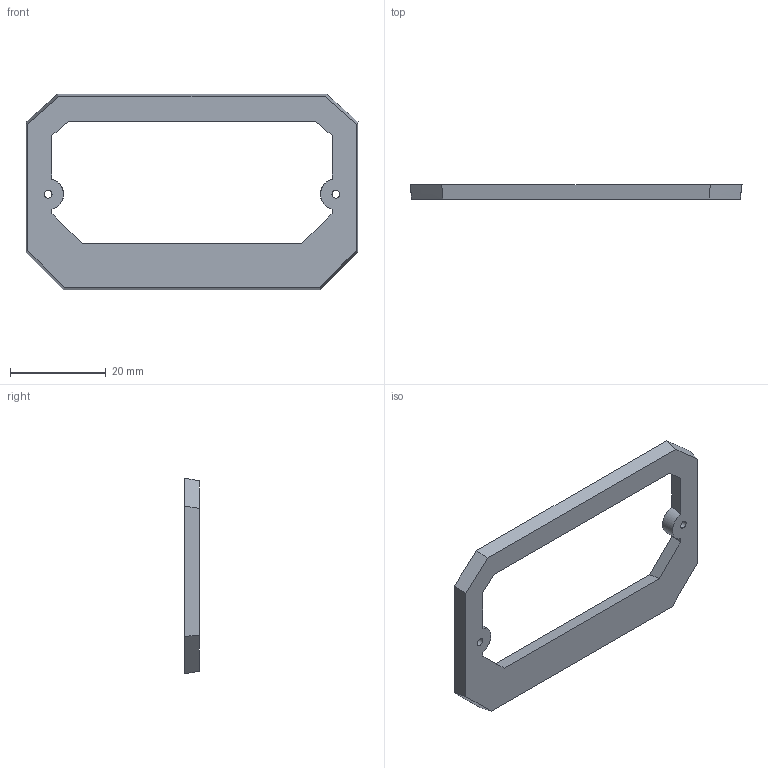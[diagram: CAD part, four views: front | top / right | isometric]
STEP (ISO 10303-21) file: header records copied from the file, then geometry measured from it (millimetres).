
FILE_DESCRIPTION(/* description */ (''),/* implementation_level */ '2;1');
FILE_NAME(/* name */ 'Fuselage 2.step',/* time_stamp */ '2024-11-26T12:13:25+01:00',/* author */ (''),/* organization */ (''),/* preprocessor_version */ 'ST-DEVELOPER v20',/* originating_system */ 'Autodesk Translation Framework v13.20.0.188',/* authorisation */ '');
FILE_SCHEMA (('AUTOMOTIVE_DESIGN { 1 0 10303 214 3 1 1 }'));
Length unit declared in the file: millimetre
Products named in the file (1): Fuselage 2
Bounding box: 69.5 x 3 x 41 mm (x, y, z)
Volume: 3672.6 mm3; surface area: 3596.9 mm2
Topology: 1 solids, 1 shells, 24 faces, 70 edges, 48 vertices
Faces by surface type: bspline 18, cylinder 4, plane 2
Full cylindrical faces by diameter (mm): 1.6 x2
Entity records: 1185 total; most frequent: CARTESIAN_POINT 656, ORIENTED_EDGE 140, EDGE_CURVE 70, B_SPLINE_CURVE_WITH_KNOTS 60, VERTEX_POINT 48, DIRECTION 32, EDGE_LOOP 30, FACE_OUTER_BOUND 24
